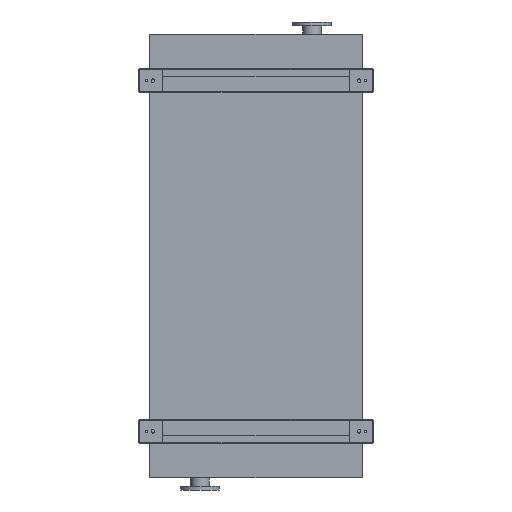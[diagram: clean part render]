
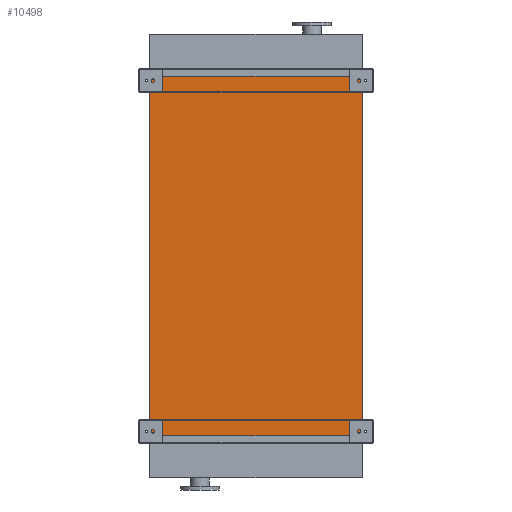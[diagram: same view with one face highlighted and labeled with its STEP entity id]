
A CAD part, front view. The second image highlights one B-rep face of the part: STEP entity #10498.
In plain terms, the highlighted planar face has unit normal (0, -1, 0).
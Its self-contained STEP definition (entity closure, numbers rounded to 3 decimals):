
#462 = LINE ( 'NONE', #7968, #19099 ) ;
#694 = CARTESIAN_POINT ( 'NONE',  ( 605., 0., -2050. ) ) ;
#1526 = CARTESIAN_POINT ( 'NONE',  ( -605., 0., -2050. ) ) ;
#1818 = VERTEX_POINT ( 'NONE', #18653 ) ;
#2451 = LINE ( 'NONE', #11276, #12064 ) ;
#4064 = VECTOR ( 'NONE', #12340, 1000. ) ;
#4175 = VERTEX_POINT ( 'NONE', #8454 ) ;
#4726 = EDGE_CURVE ( 'NONE', #6258, #1818, #462, .T. ) ;
#5409 = EDGE_CURVE ( 'NONE', #4175, #1818, #2451, .T. ) ;
#5703 = EDGE_CURVE ( 'NONE', #18768, #6258, #11224, .T. ) ;
#6124 = EDGE_LOOP ( 'NONE', ( #14789, #14993, #15334, #15673 ) ) ;
#6258 = VERTEX_POINT ( 'NONE', #694 ) ;
#7968 = CARTESIAN_POINT ( 'NONE',  ( 605., 0., -2050. ) ) ;
#8423 = DIRECTION ( 'NONE',  ( 1., 0., 0. ) ) ;
#8444 = DIRECTION ( 'NONE',  ( 0., 0., 1. ) ) ;
#8454 = CARTESIAN_POINT ( 'NONE',  ( -605., 0., 0. ) ) ;
#8492 = CARTESIAN_POINT ( 'NONE',  ( -605., 0., -2050. ) ) ;
#10498 = ADVANCED_FACE ( 'NONE', ( #22802 ), #20934, .T. ) ;
#11224 = LINE ( 'NONE', #8492, #20163 ) ;
#11276 = CARTESIAN_POINT ( 'NONE',  ( -605., 0., 0. ) ) ;
#11529 = DIRECTION ( 'NONE',  ( 1., 0., 0. ) ) ;
#11977 = DIRECTION ( 'NONE',  ( 0., 0., -1. ) ) ;
#12064 = VECTOR ( 'NONE', #11529, 1000. ) ;
#12340 = DIRECTION ( 'NONE',  ( 0., 0., 1. ) ) ;
#13687 = AXIS2_PLACEMENT_3D ( 'NONE', #17265, #22746, #11977 ) ;
#14715 = LINE ( 'NONE', #1526, #4064 ) ;
#14789 = ORIENTED_EDGE ( 'NONE', *, *, #5409, .F. ) ;
#14993 = ORIENTED_EDGE ( 'NONE', *, *, #21724, .F. ) ;
#15334 = ORIENTED_EDGE ( 'NONE', *, *, #5703, .T. ) ;
#15673 = ORIENTED_EDGE ( 'NONE', *, *, #4726, .T. ) ;
#17265 = CARTESIAN_POINT ( 'NONE',  ( -605., 0., -2050. ) ) ;
#17800 = CARTESIAN_POINT ( 'NONE',  ( -605., 0., -2050. ) ) ;
#18653 = CARTESIAN_POINT ( 'NONE',  ( 605., 0., 0. ) ) ;
#18768 = VERTEX_POINT ( 'NONE', #17800 ) ;
#19099 = VECTOR ( 'NONE', #8444, 1000. ) ;
#20163 = VECTOR ( 'NONE', #8423, 1000. ) ;
#20934 = PLANE ( 'NONE',  #13687 ) ;
#21724 = EDGE_CURVE ( 'NONE', #18768, #4175, #14715, .T. ) ;
#22746 = DIRECTION ( 'NONE',  ( 0., -1., 0. ) ) ;
#22802 = FACE_OUTER_BOUND ( 'NONE', #6124, .T. ) ;
